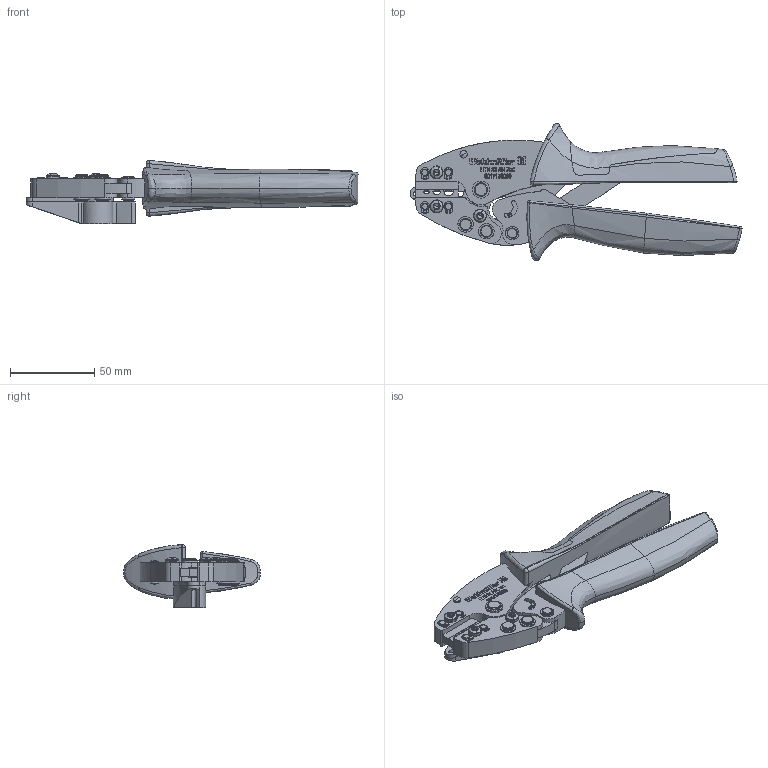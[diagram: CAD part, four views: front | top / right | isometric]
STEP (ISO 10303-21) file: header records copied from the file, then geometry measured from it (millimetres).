
FILE_DESCRIPTION(('CATIA V5 STEP Exchange','CAx-IF Rec.Pracs.--- Model Styling and Organization---1.5--- 2016-08-15','CAx-IF Rec.Pracs.---Supplemental Geometry---1.0---2011-11-01','CAx-IF Rec.Pracs.--- Composite Materials ---1.1---2010-07-15'),'2;1');
FILE_NAME ('033452-1_0', '2024-11-11T09:49:46+00:00', ('none'), ('Weidmueller'), 'CATIA Version 5-6 Release 2022 SP4 HF5', 'CATIA V5 STEP AP214 v3', 'none');
FILE_SCHEMA(('AUTOMOTIVE_DESIGN { 1 0 10303 214 1 1 1 1 }'));
Length unit declared in the file: millimetre
Products named in the file (1): 9017170000_HTN_21_AN_ZERT_AllCATPart
Bounding box: 196.54 x 81.1 x 37.41 mm (x, y, z)
Volume: 148914.5 mm3; surface area: 35687.9 mm2
Topology: 1 solids, 2 shells, 1390 faces, 3884 edges, 2572 vertices
Faces by surface type: plane 564, extrusion 360, cylinder 270, bspline 128, cone 36, torus 18, sphere 14
Entity records: 56831 total; most frequent: CARTESIAN_POINT 23844, ORIENTED_EDGE 7744, DIRECTION 4134, EDGE_CURVE 3872, VERTEX_POINT 2572, VECTOR 2287, LINE 1927, B_SPLINE_CURVE_WITH_KNOTS 1576
